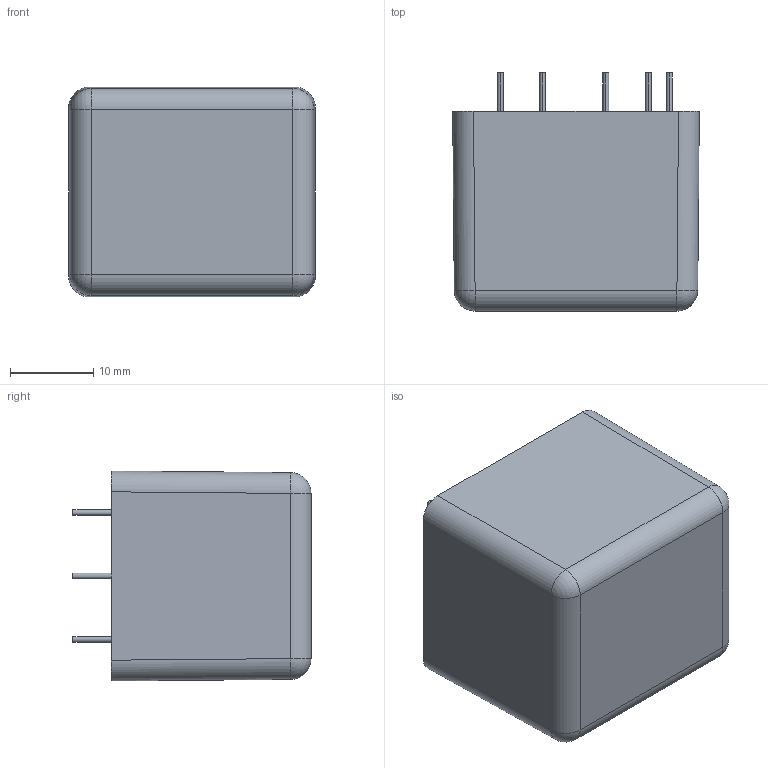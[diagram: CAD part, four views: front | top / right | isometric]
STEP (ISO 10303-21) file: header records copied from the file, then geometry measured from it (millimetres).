
FILE_DESCRIPTION (( 'STEP AP214' ), '1' );
FILE_NAME ('VTX-MIC5.STEP', '2025-08-17T18:43:25', ( '' ), ( '' ), 'SwSTEP 2.0', 'SolidWorks 2024', '' );
FILE_SCHEMA (( 'AUTOMOTIVE_DESIGN' ));
Length unit declared in the file: millimetre
Products named in the file (4): VTX-MIC5 CAN; VTX-MIC5 BOBBIN; VTX-MIC5; VTX-MIC5 LID
Assembly tree (3 placements, depth 2):
  VTX-MIC5
    VTX-MIC5 CAN
    VTX-MIC5 LID
    VTX-MIC5 BOBBIN
Bounding box: 29.62 x 28.6 x 25.22 mm (x, y, z)
Volume: 15314.3 mm3; surface area: 10855.8 mm2
Topology: 3 solids, 3 shells, 130 faces, 294 edges, 172 vertices
Faces by surface type: cylinder 74, plane 36, sphere 16, torus 4
Entity records: 3723 total; most frequent: DIRECTION 694, CARTESIAN_POINT 618, ORIENTED_EDGE 572, EDGE_CURVE 286, AXIS2_PLACEMENT_3D 280, VERTEX_POINT 172, EDGE_LOOP 158, CIRCLE 144
